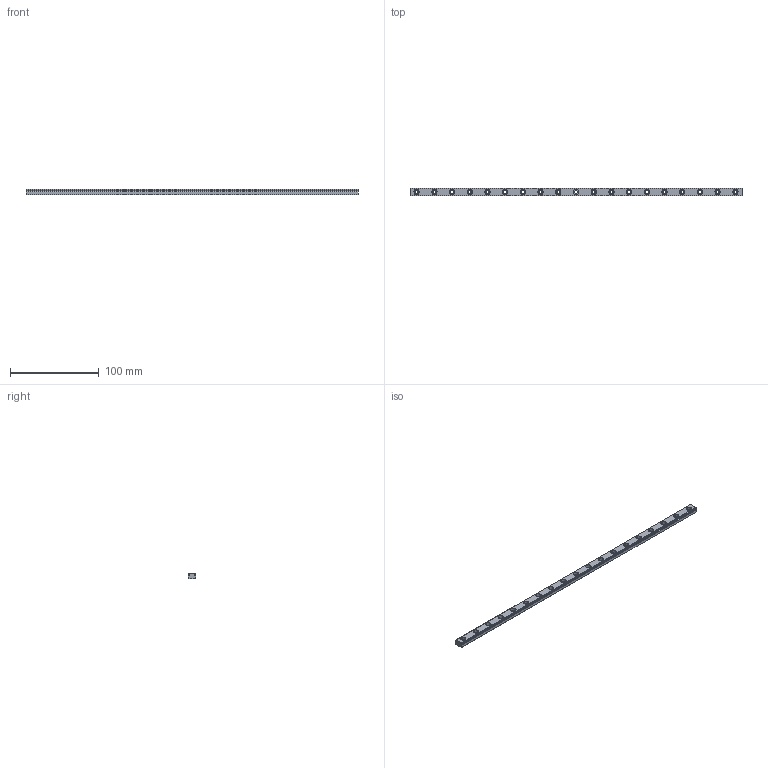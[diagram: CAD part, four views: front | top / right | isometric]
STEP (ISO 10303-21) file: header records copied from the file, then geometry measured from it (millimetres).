
FILE_DESCRIPTION (( 'STEP AP214' ), '1' );
FILE_NAME ('MGNR9R375CM-Rail.STEP', '2022-04-10T22:38:03', ( '' ), ( '' ), 'SwSTEP 2.0', 'SolidWorks 2021', '' );
FILE_SCHEMA (( 'AUTOMOTIVE_DESIGN' ));
Length unit declared in the file: millimetre
Products named in the file (1): MGNR9R375CM-Rail
Bounding box: 375 x 9 x 6.5 mm (x, y, z)
Volume: 18288.1 mm3; surface area: 14047.3 mm2
Topology: 1 solids, 1 shells, 131 faces, 387 edges, 258 vertices
Faces by surface type: cylinder 93, plane 38
Entity records: 4805 total; most frequent: CARTESIAN_POINT 1024, DIRECTION 837, ORIENTED_EDGE 774, EDGE_CURVE 387, AXIS2_PLACEMENT_3D 337, VERTEX_POINT 258, CIRCLE 205, EDGE_LOOP 169
